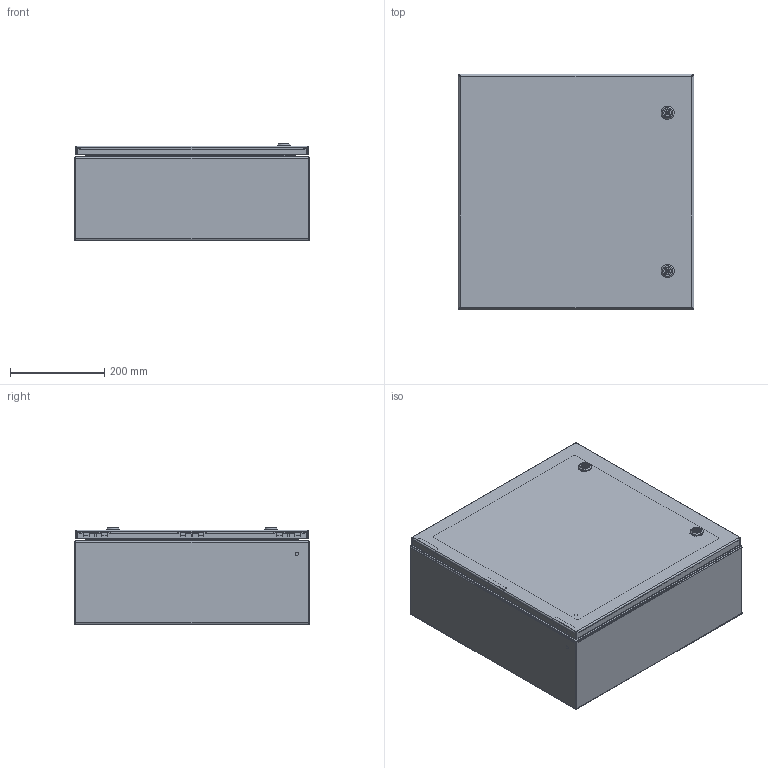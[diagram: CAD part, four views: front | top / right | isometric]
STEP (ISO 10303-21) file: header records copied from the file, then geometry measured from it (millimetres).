
FILE_DESCRIPTION(('CATIA V5 STEP Exchange','CAx-IF Rec.Pracs.--- Model Styling and Organization---1.5--- 2016-08-15','CAx-IF Rec.Pracs.---Supplemental Geometry---1.0---2011-11-01','CAx-IF Rec.Pracs.--- Composite Materials ---1.1---2010-07-15'),'2;1');
FILE_NAME ('2017059-4_0', '2024-12-11T10:20:20+00:00', ('none'), ('Weidmueller'), 'CATIA Version 5-6 Release 2022 SP4 HF5', 'CATIA V5 STEP AP214 v3', 'none');
FILE_SCHEMA(('AUTOMOTIVE_DESIGN { 1 0 10303 214 1 1 1 1 }'));
Products named in the file (1): KEBI QL 500x500x200_0GP
Bounding box: 500 x 500 x 205 mm (x, y, z)
Volume: 1751617.6 mm3; surface area: 1934031.2 mm2
Topology: 1 solids, 7 shells, 1537 faces, 4165 edges, 2674 vertices
Faces by surface type: plane 657, cylinder 475, bspline 150, cone 131, torus 100, sphere 24
Entity records: 54232 total; most frequent: CARTESIAN_POINT 19615, ORIENTED_EDGE 8246, DIRECTION 4678, EDGE_CURVE 4123, VERTEX_POINT 2674, AXIS2_PLACEMENT_3D 1941, VECTOR 1836, LINE 1836
